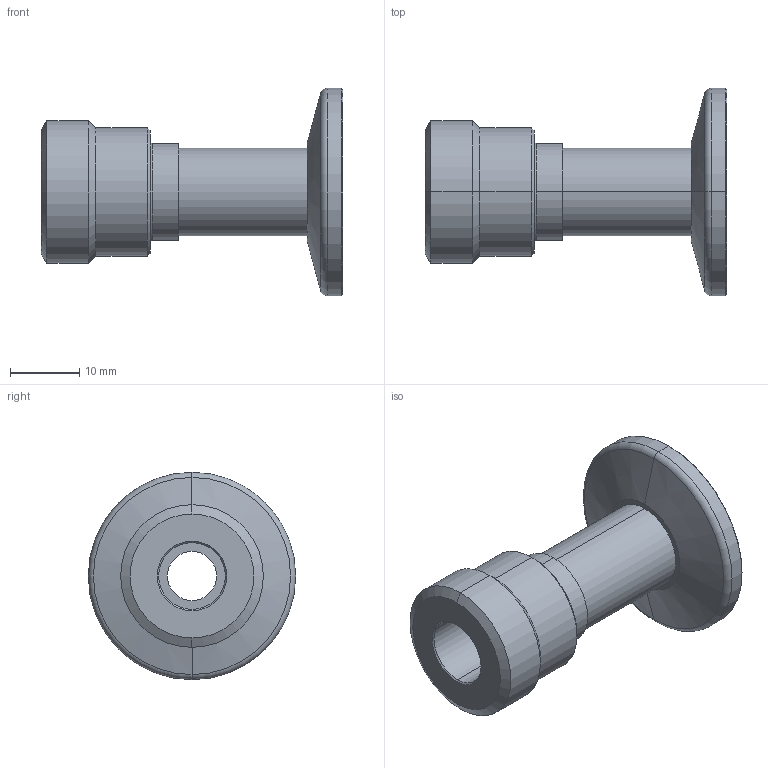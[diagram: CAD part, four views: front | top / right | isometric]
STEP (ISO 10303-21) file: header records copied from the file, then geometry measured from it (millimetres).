
FILE_DESCRIPTION (( 'STEP AP214' ), '1' );
FILE_NAME ('Hositrad_KF16_3-8_QDA.STEP', '2025-04-10T10:46:48', ( '' ), ( '' ), 'SwSTEP 2.0', 'SolidWorks 2022', '' );
FILE_SCHEMA (( 'AUTOMOTIVE_DESIGN' ));
Length unit declared in the file: millimetre
Products named in the file (3): SS-6-UT-A-8; Hositrad_KF16_3-8_QDA; KF16-Hole 12.7-Type I
Assembly tree (2 placements, depth 2):
  Hositrad_KF16_3-8_QDA
    SS-6-UT-A-8
    KF16-Hole 12.7-Type I
Bounding box: 43.59 x 30 x 30 mm (x, y, z)
Volume: 7802.3 mm3; surface area: 5191.3 mm2
Topology: 2 solids, 2 shells, 55 faces, 110 edges, 64 vertices
Faces by surface type: cone 22, cylinder 20, plane 9, torus 4
Entity records: 1546 total; most frequent: DIRECTION 298, CARTESIAN_POINT 234, ORIENTED_EDGE 220, AXIS2_PLACEMENT_3D 128, EDGE_CURVE 110, CIRCLE 68, VERTEX_POINT 64, EDGE_LOOP 64
